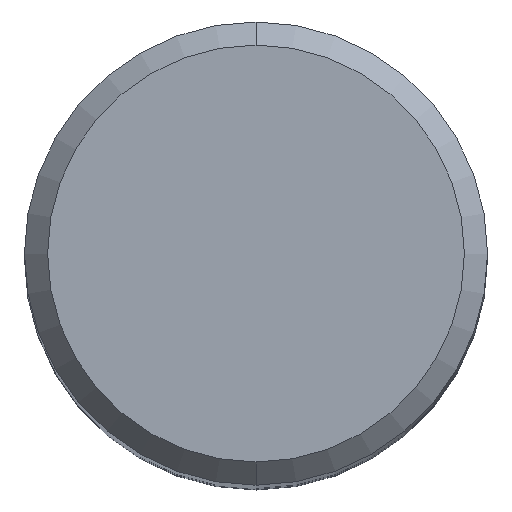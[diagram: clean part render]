
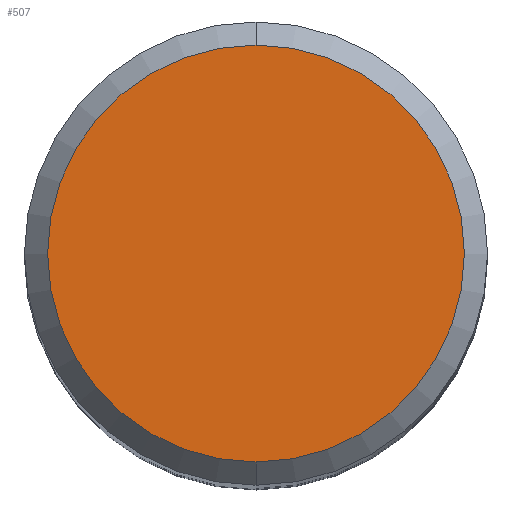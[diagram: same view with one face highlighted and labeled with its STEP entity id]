
A CAD part, top view. The second image highlights one B-rep face of the part: STEP entity #507.
In plain terms, the highlighted planar face has unit normal (0, 0, 1).
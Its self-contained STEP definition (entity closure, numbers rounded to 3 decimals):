
#325=VERTEX_POINT('',#702);
#329=EDGE_CURVE('',#477,#325,#706,.T.);
#475=EDGE_CURVE('',#325,#477,#866,.T.);
#477=VERTEX_POINT('',#868);
#507=ADVANCED_FACE('',(#900),#901,.T.);
#702=CARTESIAN_POINT('',(0.0,5.4,0.0));
#706=CIRCLE('',#1304,5.4);
#866=CIRCLE('',#1595,5.4);
#868=CARTESIAN_POINT('',(0.,-5.4,0.0));
#900=FACE_OUTER_BOUND('',#1638,.T.);
#901=PLANE('',#1639);
#1304=AXIS2_PLACEMENT_3D('',#1901,#1902,#1903);
#1595=AXIS2_PLACEMENT_3D('',#2076,#2077,#2078);
#1638=EDGE_LOOP('',(#2111,#2112));
#1639=AXIS2_PLACEMENT_3D('',#2113,#2114,#2115);
#1901=CARTESIAN_POINT('',(0.0,0.0,0.0));
#1902=DIRECTION('',(0.0,0.0,-1.0));
#1903=DIRECTION('',(0.0,1.0,0.0));
#2076=CARTESIAN_POINT('',(0.0,0.0,0.0));
#2077=DIRECTION('',(0.0,0.0,-1.0));
#2078=DIRECTION('',(0.0,1.0,0.0));
#2111=ORIENTED_EDGE('',*,*,#475,.F.);
#2112=ORIENTED_EDGE('',*,*,#329,.F.);
#2113=CARTESIAN_POINT('',(0.0,2.7,0.0));
#2114=DIRECTION('',(-0.0,0.0,1.0));
#2115=DIRECTION('',(0.0,-1.0,0.0));
